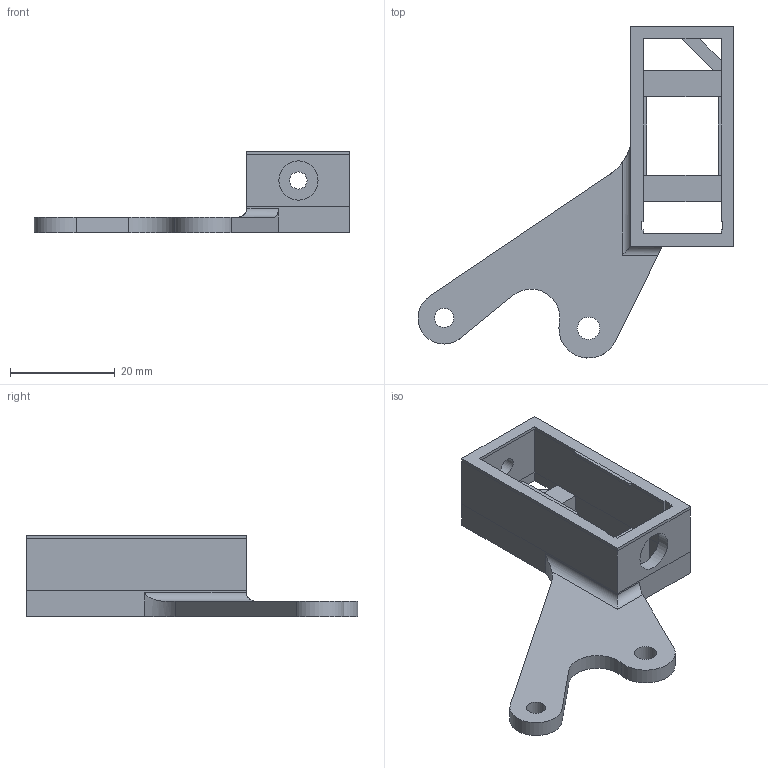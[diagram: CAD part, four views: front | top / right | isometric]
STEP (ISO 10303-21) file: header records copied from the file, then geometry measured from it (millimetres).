
FILE_DESCRIPTION(('FreeCAD Model'),'2;1');
FILE_NAME('Open CASCADE Shape Model','2023-06-06T23:38:33',(''),(''), 'Open CASCADE STEP processor 7.6','FreeCAD','Unknown');
FILE_SCHEMA(('AUTOMOTIVE_DESIGN { 1 0 10303 214 1 1 1 1 }'));
Length unit declared in the file: millimetre
Products named in the file (1): Body
Bounding box: 60.42 x 63.47 x 15.6 mm (x, y, z)
Volume: 7102.9 mm3; surface area: 6494.2 mm2
Topology: 1 solids, 1 shells, 97 faces, 242 edges, 140 vertices
Faces by surface type: plane 87, cylinder 10
Full cylindrical faces by diameter (mm): 3.3 x1, 3.7 x1, 4.3 x1, 7.5 x1
Entity records: 6143 total; most frequent: CARTESIAN_POINT 1202, DIRECTION 919, LINE 685, VECTOR 685, ORIENTED_EDGE 484, PCURVE 484, DEFINITIONAL_REPRESENTATION 484, EDGE_CURVE 242
